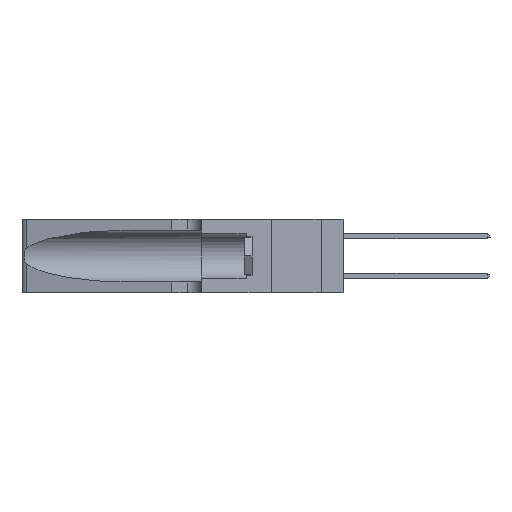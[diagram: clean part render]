
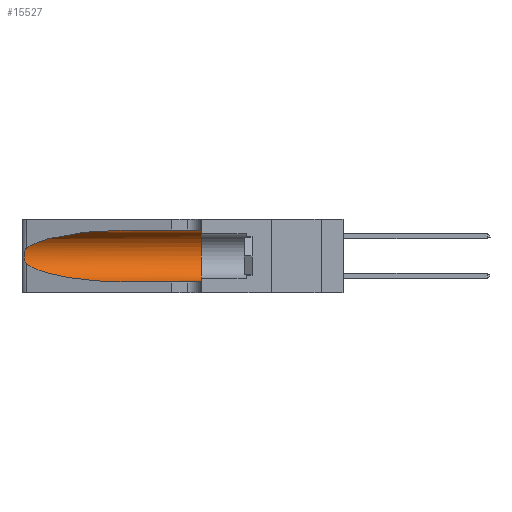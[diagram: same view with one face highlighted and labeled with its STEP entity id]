
A CAD part, left-side view. The second image highlights one B-rep face of the part: STEP entity #15527.
In plain terms, the highlighted cylindrical face has radius 3.308 mm (diameter 6.617 mm), a partial arc.
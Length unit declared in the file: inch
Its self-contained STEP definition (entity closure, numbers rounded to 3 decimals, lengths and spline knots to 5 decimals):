
#438 = ORIENTED_EDGE ( 'NONE', *, *, #448, .F. ) ;
#448 = EDGE_CURVE ( 'NONE', #7985, #19073, #23684, .T. ) ;
#1554 = DIRECTION ( 'NONE',  ( 0., -1., 0. ) ) ;
#1868 = EDGE_CURVE ( 'NONE', #19073, #8422, #15637, .T. ) ;
#1915 = CARTESIAN_POINT ( 'NONE',  ( 0.1305, 0.72297, 0.31525 ) ) ;
#2928 = CARTESIAN_POINT ( 'NONE',  ( 0.25487, 1.22718, 0.14631 ) ) ;
#3345 = CARTESIAN_POINT ( 'NONE',  ( 0.1305, 0.72297, 0.05475 ) ) ;
#4000 = DIRECTION ( 'NONE',  ( 0., 1., 0. ) ) ;
#4278 = CARTESIAN_POINT ( 'NONE',  ( 0.1305, 0.35, 0.185 ) ) ;
#5021 = CARTESIAN_POINT ( 'NONE',  ( 0.1305, 1.61858, 0.05475 ) ) ;
#5291 = AXIS2_PLACEMENT_3D ( 'NONE', #4278, #4000, #7908 ) ;
#5983 = EDGE_CURVE ( 'NONE', #7985, #37550, #33151, .T. ) ;
#6141 = CARTESIAN_POINT ( 'NONE',  ( 0.26075, 1.23896, 0.178 ) ) ;
#7908 = DIRECTION ( 'NONE',  ( 0., 0., 1. ) ) ;
#7985 = VERTEX_POINT ( 'NONE', #23823 ) ;
#8422 = VERTEX_POINT ( 'NONE', #10140 ) ;
#8570 = CARTESIAN_POINT ( 'NONE',  ( 0.2373, 1.15595, 0.28018 ) ) ;
#8989 = CARTESIAN_POINT ( 'NONE',  ( 0.1305, 0.35, 0.31525 ) ) ;
#10074 = B_SPLINE_CURVE_WITH_KNOTS ( 'NONE', 3,
 ( #39001, #22507, #19219, #12990, #36087, #39436, #15779, #6141, #29291, #25846, #16357, #29006, #32208, #39156 ),
 .UNSPECIFIED., .F., .F.,
 ( 4, 2, 2, 2, 2, 2, 4 ),
 ( 0., 0.00027, 0.00053, 0.00107, 0.0016, 0.00187, 0.00214 ),
 .UNSPECIFIED. ) ;
#10140 = CARTESIAN_POINT ( 'NONE',  ( 0.1305, 0.35, 0.05475 ) ) ;
#10568 = CARTESIAN_POINT ( 'NONE',  ( 0.1305, 1.61858, 0.185 ) ) ;
#12990 = CARTESIAN_POINT ( 'NONE',  ( 0.25787, 1.23484, 0.2124 ) ) ;
#15527 = ADVANCED_FACE ( 'NONE', ( #35997 ), #21039, .F. ) ;
#15637 = CIRCLE ( 'NONE', #5291, 0.13025 ) ;
#15779 = CARTESIAN_POINT ( 'NONE',  ( 0.26075, 1.23896, 0.19203 ) ) ;
#16357 = CARTESIAN_POINT ( 'NONE',  ( 0.25789, 1.23486, 0.15765 ) ) ;
#17034 = VECTOR ( 'NONE', #38432, 39.37008 ) ;
#17266 = DIRECTION ( 'NONE',  ( 0., 0., -1. ) ) ;
#19073 = VERTEX_POINT ( 'NONE', #8989 ) ;
#19219 = CARTESIAN_POINT ( 'NONE',  ( 0.25639, 1.23184, 0.21858 ) ) ;
#20046 = ORIENTED_EDGE ( 'NONE', *, *, #26143, .T. ) ;
#20390 = ORIENTED_EDGE ( 'NONE', *, *, #40324, .T. ) ;
#21039 = CYLINDRICAL_SURFACE ( 'NONE', #39557, 0.13025 ) ;
#21531 = CARTESIAN_POINT ( 'NONE',  ( 0.1305, 1.61858, 0.31525 ) ) ;
#22143 = CARTESIAN_POINT ( 'NONE',  ( 0.25487, 1.22718, 0.22369 ) ) ;
#22221 = ORIENTED_EDGE ( 'NONE', *, *, #5983, .T. ) ;
#22507 = CARTESIAN_POINT ( 'NONE',  ( 0.25555, 1.22994, 0.2215 ) ) ;
#23632 = ORIENTED_EDGE ( 'NONE', *, *, #1868, .F. ) ;
#23684 = LINE ( 'NONE', #21531, #17034 ) ;
#23823 = CARTESIAN_POINT ( 'NONE',  ( 0.1305, 0.72297, 0.31525 ) ) ;
#24476 = EDGE_CURVE ( 'NONE', #37550, #26347, #10074, .T. ) ;
#25846 = CARTESIAN_POINT ( 'NONE',  ( 0.25856, 1.23593, 0.16098 ) ) ;
#26143 = EDGE_CURVE ( 'NONE', #42352, #8422, #40639, .T. ) ;
#26347 = VERTEX_POINT ( 'NONE', #29013 ) ;
#27161 = VECTOR ( 'NONE', #1554, 39.37008 ) ;
#27435 = ORIENTED_EDGE ( 'NONE', *, *, #24476, .T. ) ;
#28443 = EDGE_LOOP ( 'NONE', ( #22221, #27435, #20390, #20046, #23632, #438 ) ) ;
#29006 = CARTESIAN_POINT ( 'NONE',  ( 0.25639, 1.23186, 0.15144 ) ) ;
#29013 = CARTESIAN_POINT ( 'NONE',  ( 0.25487, 1.22718, 0.14631 ) ) ;
#29291 = CARTESIAN_POINT ( 'NONE',  ( 0.26017, 1.23833, 0.17102 ) ) ;
#29851 = CARTESIAN_POINT ( 'NONE',  ( 0.1305, 0.72297, 0.05475 ) ) ;
#30745 =( BOUNDED_CURVE ( )  B_SPLINE_CURVE ( 3, ( #2928, #39825, #32875, #29851 ),
 .UNSPECIFIED., .F., .F. ) 
 B_SPLINE_CURVE_WITH_KNOTS ( ( 4, 4 ),
 ( 3.44316, 4.71239 ),
 .UNSPECIFIED. ) 
 CURVE ( )  GEOMETRIC_REPRESENTATION_ITEM ( )  RATIONAL_B_SPLINE_CURVE ( ( 1., 0.87, 0.87, 1. ) ) 
 REPRESENTATION_ITEM ( '' )  );
#32208 = CARTESIAN_POINT ( 'NONE',  ( 0.25555, 1.22993, 0.14849 ) ) ;
#32875 = CARTESIAN_POINT ( 'NONE',  ( 0.18966, 0.96281, 0.05475 ) ) ;
#33151 =( BOUNDED_CURVE ( )  B_SPLINE_CURVE ( 3, ( #1915, #38238, #8570, #37805 ),
 .UNSPECIFIED., .F., .T. ) 
 B_SPLINE_CURVE_WITH_KNOTS ( ( 4, 4 ),
 ( 1.5708, 2.84003 ),
 .UNSPECIFIED. ) 
 CURVE ( )  GEOMETRIC_REPRESENTATION_ITEM ( )  RATIONAL_B_SPLINE_CURVE ( ( 1., 0.87, 0.87, 1. ) ) 
 REPRESENTATION_ITEM ( '' )  );
#33688 = DIRECTION ( 'NONE',  ( 0., -1., 0. ) ) ;
#35997 = FACE_OUTER_BOUND ( 'NONE', #28443, .T. ) ;
#36087 = CARTESIAN_POINT ( 'NONE',  ( 0.25854, 1.2359, 0.20912 ) ) ;
#37550 = VERTEX_POINT ( 'NONE', #22143 ) ;
#37805 = CARTESIAN_POINT ( 'NONE',  ( 0.25487, 1.22718, 0.22369 ) ) ;
#38238 = CARTESIAN_POINT ( 'NONE',  ( 0.18966, 0.96281, 0.31525 ) ) ;
#38432 = DIRECTION ( 'NONE',  ( 0., -1., 0. ) ) ;
#39001 = CARTESIAN_POINT ( 'NONE',  ( 0.25487, 1.22718, 0.22369 ) ) ;
#39156 = CARTESIAN_POINT ( 'NONE',  ( 0.25487, 1.22718, 0.14631 ) ) ;
#39436 = CARTESIAN_POINT ( 'NONE',  ( 0.26018, 1.23835, 0.19895 ) ) ;
#39557 = AXIS2_PLACEMENT_3D ( 'NONE', #10568, #33688, #17266 ) ;
#39825 = CARTESIAN_POINT ( 'NONE',  ( 0.2373, 1.15595, 0.08982 ) ) ;
#40324 = EDGE_CURVE ( 'NONE', #26347, #42352, #30745, .T. ) ;
#40639 = LINE ( 'NONE', #5021, #27161 ) ;
#42352 = VERTEX_POINT ( 'NONE', #3345 ) ;
